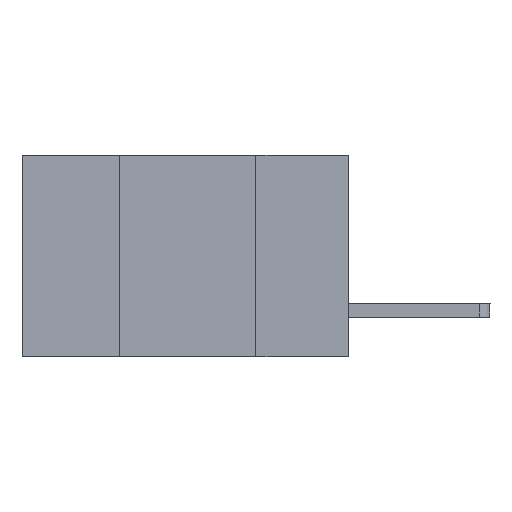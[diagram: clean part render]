
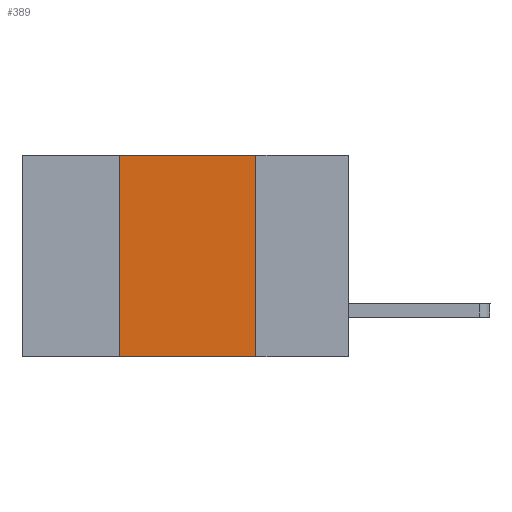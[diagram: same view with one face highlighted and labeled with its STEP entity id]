
A CAD part, left-side view. The second image highlights one B-rep face of the part: STEP entity #389.
In plain terms, the highlighted planar face has unit normal (-1, 0, 0).
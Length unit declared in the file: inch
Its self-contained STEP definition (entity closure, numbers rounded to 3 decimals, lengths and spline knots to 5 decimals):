
#138 = LINE ( 'NONE', #3104, #5326 ) ;
#238 = VERTEX_POINT ( 'NONE', #5325 ) ;
#389 = ADVANCED_FACE ( 'NONE', ( #4865 ), #4336, .F. ) ;
#694 = DIRECTION ( 'NONE',  ( 0., 0., -1. ) ) ;
#1534 = DIRECTION ( 'NONE',  ( 0., 0., -1. ) ) ;
#1808 = CARTESIAN_POINT ( 'NONE',  ( 0., 0.6, 0. ) ) ;
#2149 = EDGE_CURVE ( 'NONE', #3428, #238, #4073, .T. ) ;
#2187 = CARTESIAN_POINT ( 'NONE',  ( 0., 0.17, -0.37 ) ) ;
#2436 = CARTESIAN_POINT ( 'NONE',  ( 0., 0.42, -0.37 ) ) ;
#2482 = DIRECTION ( 'NONE',  ( 0., 0., 1. ) ) ;
#3104 = CARTESIAN_POINT ( 'NONE',  ( 0., 0.6, -0.37 ) ) ;
#3111 = ORIENTED_EDGE ( 'NONE', *, *, #3192, .F. ) ;
#3192 = EDGE_CURVE ( 'NONE', #238, #6581, #5891, .T. ) ;
#3205 = LINE ( 'NONE', #8981, #7518 ) ;
#3407 = EDGE_CURVE ( 'NONE', #6588, #3428, #3205, .T. ) ;
#3428 = VERTEX_POINT ( 'NONE', #4842 ) ;
#4073 = LINE ( 'NONE', #1808, #7892 ) ;
#4336 = PLANE ( 'NONE',  #7494 ) ;
#4842 = CARTESIAN_POINT ( 'NONE',  ( 0., 0.42, 0. ) ) ;
#4865 = FACE_OUTER_BOUND ( 'NONE', #5950, .T. ) ;
#4961 = DIRECTION ( 'NONE',  ( 1., 0., 0. ) ) ;
#5268 = DIRECTION ( 'NONE',  ( 0., -1., 0. ) ) ;
#5325 = CARTESIAN_POINT ( 'NONE',  ( 0., 0.17, 0. ) ) ;
#5326 = VECTOR ( 'NONE', #5268, 39.37008 ) ;
#5545 = VECTOR ( 'NONE', #1534, 39.37008 ) ;
#5555 = EDGE_CURVE ( 'NONE', #6588, #6581, #138, .T. ) ;
#5720 = CARTESIAN_POINT ( 'NONE',  ( 0., 0.6, 0. ) ) ;
#5891 = LINE ( 'NONE', #2187, #5545 ) ;
#5950 = EDGE_LOOP ( 'NONE', ( #3111, #8996, #7358, #7980 ) ) ;
#6581 = VERTEX_POINT ( 'NONE', #8231 ) ;
#6588 = VERTEX_POINT ( 'NONE', #2436 ) ;
#7358 = ORIENTED_EDGE ( 'NONE', *, *, #3407, .F. ) ;
#7494 = AXIS2_PLACEMENT_3D ( 'NONE', #5720, #4961, #694 ) ;
#7518 = VECTOR ( 'NONE', #2482, 39.37008 ) ;
#7892 = VECTOR ( 'NONE', #8447, 39.37008 ) ;
#7980 = ORIENTED_EDGE ( 'NONE', *, *, #5555, .T. ) ;
#8231 = CARTESIAN_POINT ( 'NONE',  ( 0., 0.17, -0.37 ) ) ;
#8447 = DIRECTION ( 'NONE',  ( 0., -1., 0. ) ) ;
#8981 = CARTESIAN_POINT ( 'NONE',  ( 0., 0.42, -0.37 ) ) ;
#8996 = ORIENTED_EDGE ( 'NONE', *, *, #2149, .F. ) ;
